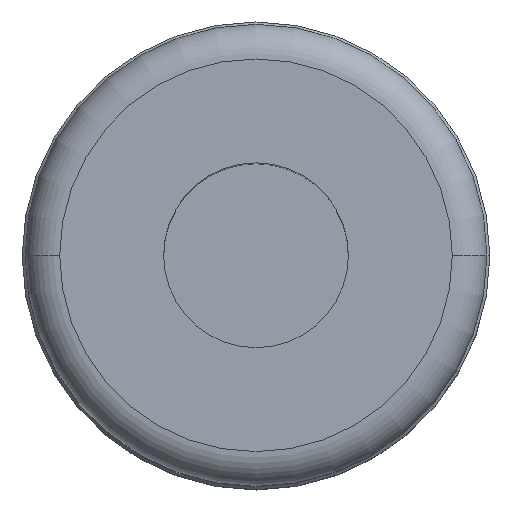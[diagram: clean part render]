
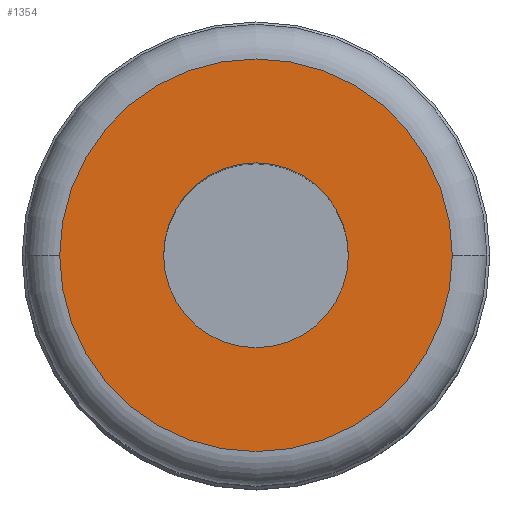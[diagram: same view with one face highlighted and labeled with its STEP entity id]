
A CAD part, top view. The second image highlights one B-rep face of the part: STEP entity #1354.
In plain terms, the highlighted planar face has unit normal (0, 0, 1).
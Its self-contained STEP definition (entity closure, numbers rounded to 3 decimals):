
#5 = DIRECTION ( 'NONE',  ( -1., 0., 0. ) ) ;
#57 = DIRECTION ( 'NONE',  ( -1., 0., 0. ) ) ;
#81 = EDGE_CURVE ( 'NONE', #453, #1400, #727, .T. ) ;
#93 = ORIENTED_EDGE ( 'NONE', *, *, #81, .F. ) ;
#145 = EDGE_CURVE ( 'NONE', #1400, #453, #1232, .T. ) ;
#167 = AXIS2_PLACEMENT_3D ( 'NONE', #1209, #740, #635 ) ;
#194 = DIRECTION ( 'NONE',  ( 0., 0., -1. ) ) ;
#232 = CARTESIAN_POINT ( 'NONE',  ( 0., 0., 75. ) ) ;
#284 = VERTEX_POINT ( 'NONE', #1150 ) ;
#369 = EDGE_LOOP ( 'NONE', ( #1174, #93 ) ) ;
#453 = VERTEX_POINT ( 'NONE', #1039 ) ;
#486 = VERTEX_POINT ( 'NONE', #1472 ) ;
#493 = CIRCLE ( 'NONE', #1093, 8. ) ;
#509 = AXIS2_PLACEMENT_3D ( 'NONE', #709, #1272, #1047 ) ;
#530 = PLANE ( 'NONE',  #167 ) ;
#626 = ORIENTED_EDGE ( 'NONE', *, *, #1199, .T. ) ;
#635 = DIRECTION ( 'NONE',  ( 1., 0., 0. ) ) ;
#665 = EDGE_LOOP ( 'NONE', ( #773, #626 ) ) ;
#709 = CARTESIAN_POINT ( 'NONE',  ( 0., 0., 75. ) ) ;
#727 = CIRCLE ( 'NONE', #1460, 17. ) ;
#740 = DIRECTION ( 'NONE',  ( 0., 0., 1. ) ) ;
#747 = CARTESIAN_POINT ( 'NONE',  ( -17., 0., 75. ) ) ;
#773 = ORIENTED_EDGE ( 'NONE', *, *, #1152, .T. ) ;
#888 = CARTESIAN_POINT ( 'NONE',  ( 0., 0., 75. ) ) ;
#960 = CIRCLE ( 'NONE', #509, 8. ) ;
#1014 = AXIS2_PLACEMENT_3D ( 'NONE', #1326, #1111, #57 ) ;
#1039 = CARTESIAN_POINT ( 'NONE',  ( 17., 0., 75. ) ) ;
#1042 = DIRECTION ( 'NONE',  ( 0., 0., -1. ) ) ;
#1047 = DIRECTION ( 'NONE',  ( -1., 0., 0. ) ) ;
#1093 = AXIS2_PLACEMENT_3D ( 'NONE', #232, #1042, #5 ) ;
#1111 = DIRECTION ( 'NONE',  ( 0., 0., -1. ) ) ;
#1150 = CARTESIAN_POINT ( 'NONE',  ( 8., 0., 75. ) ) ;
#1152 = EDGE_CURVE ( 'NONE', #486, #284, #960, .T. ) ;
#1174 = ORIENTED_EDGE ( 'NONE', *, *, #145, .F. ) ;
#1199 = EDGE_CURVE ( 'NONE', #284, #486, #493, .T. ) ;
#1209 = CARTESIAN_POINT ( 'NONE',  ( 0., 17., 75. ) ) ;
#1232 = CIRCLE ( 'NONE', #1014, 17. ) ;
#1254 = FACE_BOUND ( 'NONE', #665, .T. ) ;
#1272 = DIRECTION ( 'NONE',  ( 0., 0., -1. ) ) ;
#1288 = FACE_OUTER_BOUND ( 'NONE', #369, .T. ) ;
#1326 = CARTESIAN_POINT ( 'NONE',  ( 0., 0., 75. ) ) ;
#1354 = ADVANCED_FACE ( 'NONE', ( #1254, #1288 ), #530, .T. ) ;
#1400 = VERTEX_POINT ( 'NONE', #747 ) ;
#1438 = DIRECTION ( 'NONE',  ( -1., 0., 0. ) ) ;
#1460 = AXIS2_PLACEMENT_3D ( 'NONE', #888, #194, #1438 ) ;
#1472 = CARTESIAN_POINT ( 'NONE',  ( -8., 0., 75. ) ) ;
